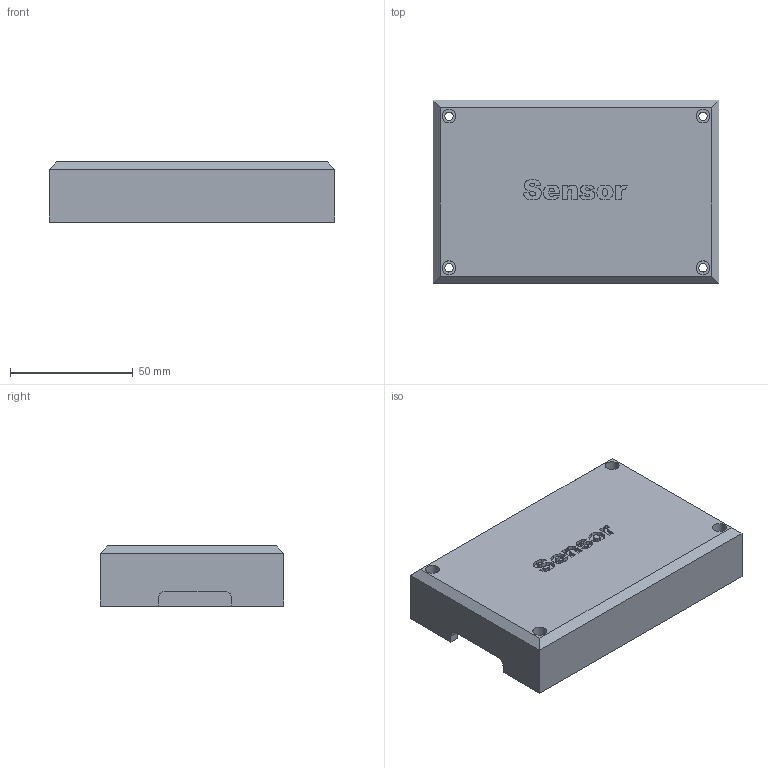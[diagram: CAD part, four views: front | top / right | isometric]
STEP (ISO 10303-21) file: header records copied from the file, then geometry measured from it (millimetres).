
FILE_DESCRIPTION(/* description */ (''),/* implementation_level */ '2;1');
FILE_NAME(/* name */ 'sensor-board-bottom.step',/* time_stamp */ '2023-12-28T17:44:08+09:00',/* author */ (''),/* organization */ (''),/* preprocessor_version */ 'ST-DEVELOPER v20',/* originating_system */ 'Autodesk Translation Framework v12.14.0.127',/* authorisation */ '');
FILE_SCHEMA (('AUTOMOTIVE_DESIGN { 1 0 10303 214 3 1 1 }'));
Length unit declared in the file: millimetre
Products named in the file (1): sensor-board
Bounding box: 116.39 x 74.72 x 24.5 mm (x, y, z)
Volume: 63548.8 mm3; surface area: 34743.8 mm2
Topology: 1 solids, 1 shells, 170 faces, 464 edges, 308 vertices
Faces by surface type: bspline 104, plane 52, cylinder 14
Full cylindrical faces by diameter (mm): 3.4 x4, 5.6 x4
Entity records: 6373 total; most frequent: CARTESIAN_POINT 2711, ORIENTED_EDGE 928, EDGE_CURVE 464, DIRECTION 418, VERTEX_POINT 308, LINE 228, VECTOR 228, B_SPLINE_CURVE_WITH_KNOTS 208
